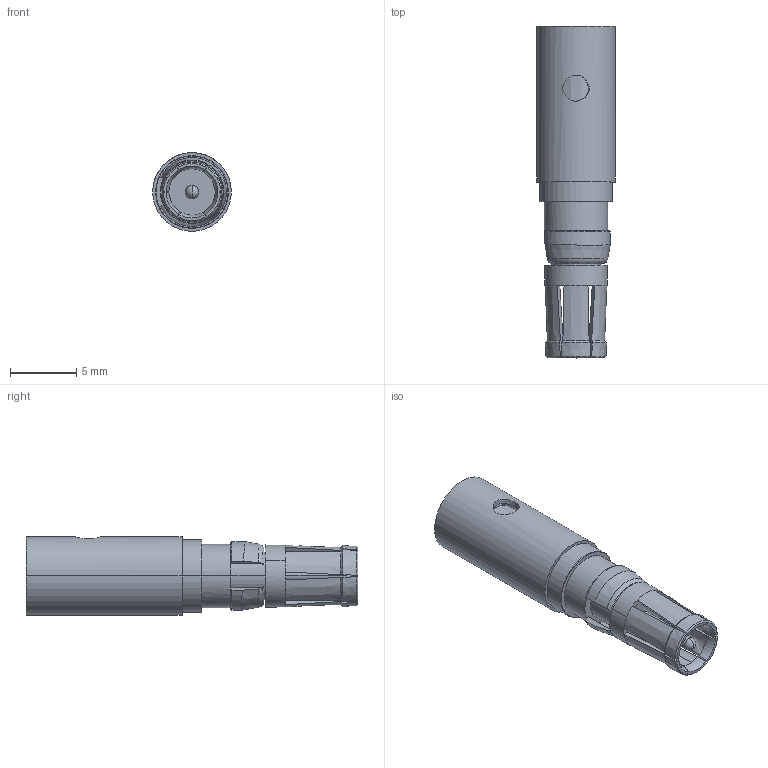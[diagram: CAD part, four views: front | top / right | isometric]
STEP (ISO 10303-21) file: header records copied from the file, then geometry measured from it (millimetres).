
FILE_DESCRIPTION(('Creo Elements/Direct Modeling STEP Export'),'2;1');
FILE_NAME('model.stp','2019-05-14T 2:04:06',(''),(''),'Creo Elements/Direct Modeling STEP processor for AP214 (Solid Model)','Creo Elements/Direct Modeling 20.1A 29-Sep-2018 (C) Parametric Technology GmbH','');
FILE_SCHEMA(('AUTOMOTIVE_DESIGN { 1 0 10303 214 1 1 1 1 }'));
Length unit declared in the file: millimetre
Products named in the file (2): VS-ST-KX-50-RG58
Assembly tree (1 placements, depth 2):
  VS-ST-KX-50-RG58
    VS-ST-KX-50-RG58
Bounding box: 5.95 x 25.11 x 5.95 mm (x, y, z)
Volume: 296 mm3; surface area: 1012.1 mm2
Topology: 1 solids, 1 shells, 127 faces, 352 edges, 232 vertices
Faces by surface type: plane 45, cone 41, cylinder 27, torus 9, extrusion 3, sphere 2
Entity records: 7710 total; most frequent: CARTESIAN_POINT 3708, ORIENTED_EDGE 700, DIRECTION 482, EDGE_CURVE 350, VERTEX_POINT 232, AXIS2_PLACEMENT_3D 197, EDGE_LOOP 138, COLOUR_RGB 128
